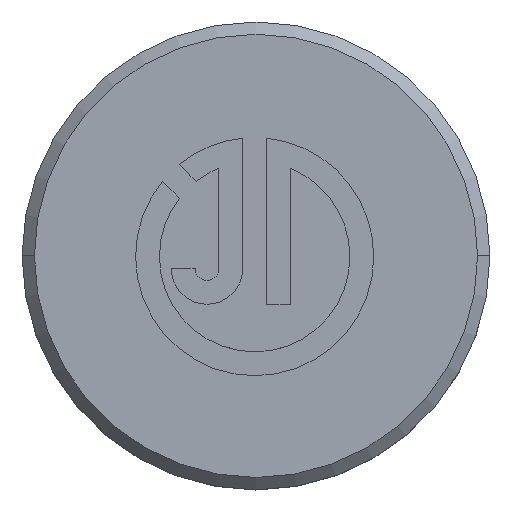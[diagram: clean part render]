
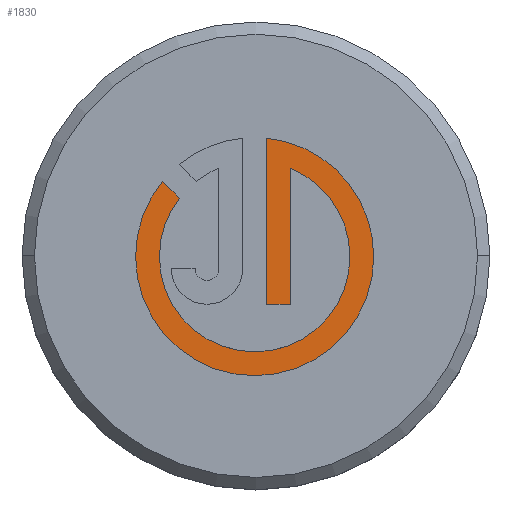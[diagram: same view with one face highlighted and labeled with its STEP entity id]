
A CAD part, top view. The second image highlights one B-rep face of the part: STEP entity #1830.
In plain terms, the highlighted planar face has unit normal (0, 0, 1).
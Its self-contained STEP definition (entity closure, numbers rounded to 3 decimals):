
#11 = ORIENTED_EDGE ( 'NONE', *, *, #1601, .T. ) ;
#13 = LINE ( 'NONE', #1000, #901 ) ;
#26 = DIRECTION ( 'NONE',  ( 1., 0., 0. ) ) ;
#33 = ORIENTED_EDGE ( 'NONE', *, *, #177, .T. ) ;
#56 = CARTESIAN_POINT ( 'NONE',  ( 0.429, -1.963, 129.9 ) ) ;
#74 = ORIENTED_EDGE ( 'NONE', *, *, #1280, .T. ) ;
#177 = EDGE_CURVE ( 'NONE', #1490, #599, #251, .T. ) ;
#186 = DIRECTION ( 'NONE',  ( -0.707, 0.707, 0. ) ) ;
#198 = DIRECTION ( 'NONE',  ( 0., 0., 1. ) ) ;
#200 = CIRCLE ( 'NONE', #2155, 3.869 ) ;
#239 = LINE ( 'NONE', #1582, #1133 ) ;
#251 = CIRCLE ( 'NONE', #2054, 4.836 ) ;
#269 = CARTESIAN_POINT ( 'NONE',  ( 0.429, 4.783, 129.9 ) ) ;
#270 = FACE_OUTER_BOUND ( 'NONE', #1043, .T. ) ;
#323 = CARTESIAN_POINT ( 'NONE',  ( -0.054, -0.029, 129.9 ) ) ;
#392 = CARTESIAN_POINT ( 'NONE',  ( -3.11, 2.343, 129.9 ) ) ;
#454 = EDGE_CURVE ( 'NONE', #1125, #1242, #1642, .T. ) ;
#465 = CARTESIAN_POINT ( 'NONE',  ( -0.054, -0.029, 129.9 ) ) ;
#487 = CARTESIAN_POINT ( 'NONE',  ( 3.815, -0.029, 129.9 ) ) ;
#496 = DIRECTION ( 'NONE',  ( 1., 0., 0. ) ) ;
#508 = ORIENTED_EDGE ( 'NONE', *, *, #605, .T. ) ;
#520 = DIRECTION ( 'NONE',  ( 0., 0., -1. ) ) ;
#521 = DIRECTION ( 'NONE',  ( 0., -1., 0. ) ) ;
#569 = DIRECTION ( 'NONE',  ( 0., 0., -1. ) ) ;
#573 = CARTESIAN_POINT ( 'NONE',  ( 1.397, 0., 129.9 ) ) ;
#575 = DIRECTION ( 'NONE',  ( 0., 0., 1. ) ) ;
#577 = CARTESIAN_POINT ( 'NONE',  ( -0.054, -0.029, 129.9 ) ) ;
#587 = CARTESIAN_POINT ( 'NONE',  ( -3.923, -0.029, 129.9 ) ) ;
#596 = VECTOR ( 'NONE', #186, 1000. ) ;
#599 = VERTEX_POINT ( 'NONE', #1178 ) ;
#605 = EDGE_CURVE ( 'NONE', #1293, #1549, #13, .T. ) ;
#663 = CARTESIAN_POINT ( 'NONE',  ( 4.782, -0.029, 129.9 ) ) ;
#753 = DIRECTION ( 'NONE',  ( 0., 1., 0. ) ) ;
#755 = DIRECTION ( 'NONE',  ( 1., 0., 0. ) ) ;
#778 = EDGE_CURVE ( 'NONE', #878, #1125, #200, .T. ) ;
#792 = LINE ( 'NONE', #573, #1214 ) ;
#812 = DIRECTION ( 'NONE',  ( 0., 0., -1. ) ) ;
#822 = VERTEX_POINT ( 'NONE', #1591 ) ;
#826 = ORIENTED_EDGE ( 'NONE', *, *, #1427, .T. ) ;
#832 = AXIS2_PLACEMENT_3D ( 'NONE', #323, #1556, #496 ) ;
#878 = VERTEX_POINT ( 'NONE', #487 ) ;
#897 = EDGE_CURVE ( 'NONE', #599, #2074, #1393, .T. ) ;
#901 = VECTOR ( 'NONE', #2038, 1000. ) ;
#921 = AXIS2_PLACEMENT_3D ( 'NONE', #1635, #569, #1813 ) ;
#950 = PLANE ( 'NONE',  #2055 ) ;
#1000 = CARTESIAN_POINT ( 'NONE',  ( 0., -1.963, 129.9 ) ) ;
#1015 = ORIENTED_EDGE ( 'NONE', *, *, #897, .T. ) ;
#1036 = CARTESIAN_POINT ( 'NONE',  ( 1.397, -1.963, 129.9 ) ) ;
#1043 = EDGE_LOOP ( 'NONE', ( #826, #1306, #1664, #1738, #33, #1015, #74, #11, #508, #1971 ) ) ;
#1074 = LINE ( 'NONE', #1251, #596 ) ;
#1125 = VERTEX_POINT ( 'NONE', #587 ) ;
#1133 = VECTOR ( 'NONE', #521, 1000. ) ;
#1178 = CARTESIAN_POINT ( 'NONE',  ( -4.89, -0.029, 129.9 ) ) ;
#1179 = CARTESIAN_POINT ( 'NONE',  ( -3.799, 3.032, 129.9 ) ) ;
#1214 = VECTOR ( 'NONE', #753, 1000. ) ;
#1242 = VERTEX_POINT ( 'NONE', #392 ) ;
#1251 = CARTESIAN_POINT ( 'NONE',  ( -3.11, 2.343, 129.9 ) ) ;
#1280 = EDGE_CURVE ( 'NONE', #2074, #1379, #1742, .T. ) ;
#1293 = VERTEX_POINT ( 'NONE', #56 ) ;
#1306 = ORIENTED_EDGE ( 'NONE', *, *, #778, .T. ) ;
#1379 = VERTEX_POINT ( 'NONE', #269 ) ;
#1393 = CIRCLE ( 'NONE', #832, 4.836 ) ;
#1427 = EDGE_CURVE ( 'NONE', #822, #878, #1459, .T. ) ;
#1459 = CIRCLE ( 'NONE', #1566, 3.869 ) ;
#1490 = VERTEX_POINT ( 'NONE', #1179 ) ;
#1549 = VERTEX_POINT ( 'NONE', #1036 ) ;
#1556 = DIRECTION ( 'NONE',  ( 0., 0., 1. ) ) ;
#1566 = AXIS2_PLACEMENT_3D ( 'NONE', #1867, #812, #2035 ) ;
#1575 = CARTESIAN_POINT ( 'NONE',  ( -0.054, -0.029, 129.9 ) ) ;
#1582 = CARTESIAN_POINT ( 'NONE',  ( 0.429, 0., 129.9 ) ) ;
#1591 = CARTESIAN_POINT ( 'NONE',  ( 1.397, 3.558, 129.9 ) ) ;
#1601 = EDGE_CURVE ( 'NONE', #1379, #1293, #239, .T. ) ;
#1635 = CARTESIAN_POINT ( 'NONE',  ( -0.054, -0.029, 129.9 ) ) ;
#1641 = EDGE_CURVE ( 'NONE', #1242, #1490, #1074, .T. ) ;
#1642 = CIRCLE ( 'NONE', #921, 3.869 ) ;
#1664 = ORIENTED_EDGE ( 'NONE', *, *, #454, .T. ) ;
#1738 = ORIENTED_EDGE ( 'NONE', *, *, #1641, .T. ) ;
#1742 = CIRCLE ( 'NONE', #2068, 4.836 ) ;
#1760 = DIRECTION ( 'NONE',  ( -1., 0., 0. ) ) ;
#1798 = EDGE_CURVE ( 'NONE', #1549, #822, #792, .T. ) ;
#1813 = DIRECTION ( 'NONE',  ( -1., 0., 0. ) ) ;
#1824 = DIRECTION ( 'NONE',  ( 1., 0., 0. ) ) ;
#1825 = DIRECTION ( 'NONE',  ( 0., 0., 1. ) ) ;
#1830 = ADVANCED_FACE ( 'NONE', ( #270 ), #950, .T. ) ;
#1867 = CARTESIAN_POINT ( 'NONE',  ( -0.054, -0.029, 129.9 ) ) ;
#1971 = ORIENTED_EDGE ( 'NONE', *, *, #1798, .T. ) ;
#2035 = DIRECTION ( 'NONE',  ( -1., 0., 0. ) ) ;
#2038 = DIRECTION ( 'NONE',  ( 1., 0., 0. ) ) ;
#2054 = AXIS2_PLACEMENT_3D ( 'NONE', #465, #198, #26 ) ;
#2055 = AXIS2_PLACEMENT_3D ( 'NONE', #2163, #575, #1824 ) ;
#2068 = AXIS2_PLACEMENT_3D ( 'NONE', #577, #1825, #755 ) ;
#2074 = VERTEX_POINT ( 'NONE', #663 ) ;
#2155 = AXIS2_PLACEMENT_3D ( 'NONE', #1575, #520, #1760 ) ;
#2163 = CARTESIAN_POINT ( 'NONE',  ( 0., 0., 129.9 ) ) ;
